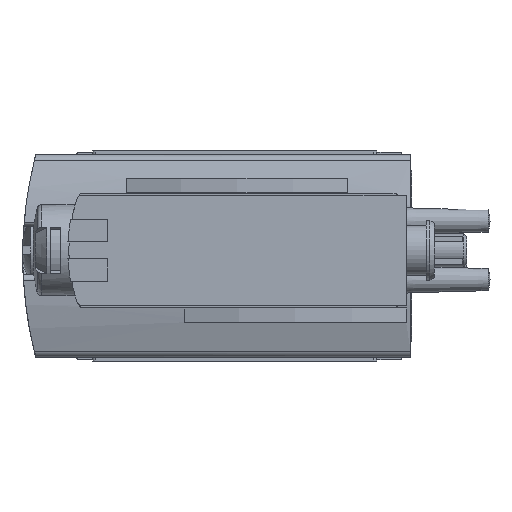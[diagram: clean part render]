
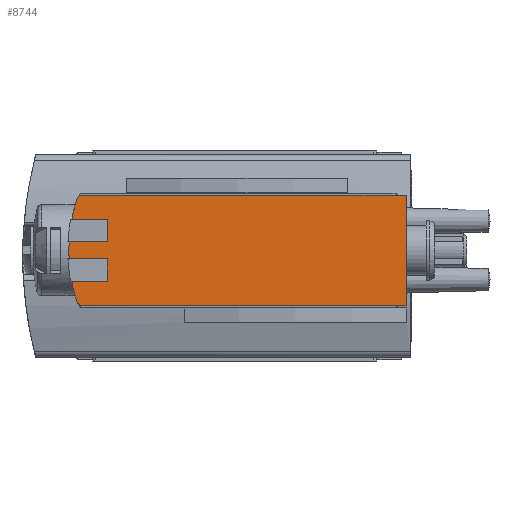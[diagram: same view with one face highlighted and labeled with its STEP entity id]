
A CAD part, left-side view. The second image highlights one B-rep face of the part: STEP entity #8744.
In plain terms, the highlighted face is planar.
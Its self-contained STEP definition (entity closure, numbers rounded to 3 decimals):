
#148=PLANE('',#9405);
#460=CIRCLE('',#9328,15.);
#462=CIRCLE('',#9330,15.);
#464=CIRCLE('',#9332,15.);
#503=CIRCLE('',#9406,0.5);
#504=CIRCLE('',#9407,0.5);
#1037=LINE('',#13648,#1746);
#1038=LINE('',#13650,#1747);
#1039=LINE('',#13652,#1748);
#1040=LINE('',#13653,#1749);
#1041=LINE('',#13655,#1750);
#1042=LINE('',#13657,#1751);
#1043=LINE('',#13660,#1752);
#1044=LINE('',#13662,#1753);
#1045=LINE('',#13664,#1754);
#1746=VECTOR('',#10658,1000.);
#1747=VECTOR('',#10659,1000.);
#1748=VECTOR('',#10660,1000.);
#1749=VECTOR('',#10661,1000.);
#1750=VECTOR('',#10662,1000.);
#1751=VECTOR('',#10663,1000.);
#1752=VECTOR('',#10666,1000.);
#1753=VECTOR('',#10667,1000.);
#1754=VECTOR('',#10668,1000.);
#2595=ORIENTED_EDGE('',*,*,#5092,.F.);
#2596=ORIENTED_EDGE('',*,*,#5093,.F.);
#2597=ORIENTED_EDGE('',*,*,#5094,.F.);
#2598=ORIENTED_EDGE('',*,*,#4937,.F.);
#2599=ORIENTED_EDGE('',*,*,#5095,.F.);
#2600=ORIENTED_EDGE('',*,*,#5096,.F.);
#2601=ORIENTED_EDGE('',*,*,#5097,.F.);
#2602=ORIENTED_EDGE('',*,*,#4933,.F.);
#2603=ORIENTED_EDGE('',*,*,#5098,.F.);
#2604=ORIENTED_EDGE('',*,*,#5099,.F.);
#2605=ORIENTED_EDGE('',*,*,#5100,.F.);
#2606=ORIENTED_EDGE('',*,*,#5101,.F.);
#2607=ORIENTED_EDGE('',*,*,#5102,.F.);
#2608=ORIENTED_EDGE('',*,*,#4929,.F.);
#4929=EDGE_CURVE('',#6197,#6199,#460,.T.);
#4933=EDGE_CURVE('',#6202,#6203,#462,.T.);
#4937=EDGE_CURVE('',#6206,#6207,#464,.T.);
#5092=EDGE_CURVE('',#6330,#6197,#1037,.T.);
#5093=EDGE_CURVE('',#6331,#6330,#1038,.T.);
#5094=EDGE_CURVE('',#6207,#6331,#1039,.T.);
#5095=EDGE_CURVE('',#6332,#6206,#1040,.T.);
#5096=EDGE_CURVE('',#6333,#6332,#1041,.T.);
#5097=EDGE_CURVE('',#6203,#6333,#1042,.T.);
#5098=EDGE_CURVE('',#6334,#6202,#503,.T.);
#5099=EDGE_CURVE('',#6335,#6334,#1043,.T.);
#5100=EDGE_CURVE('',#6336,#6335,#1044,.T.);
#5101=EDGE_CURVE('',#6337,#6336,#1045,.T.);
#5102=EDGE_CURVE('',#6199,#6337,#504,.T.);
#6197=VERTEX_POINT('',#13294);
#6199=VERTEX_POINT('',#13297);
#6202=VERTEX_POINT('',#13303);
#6203=VERTEX_POINT('',#13305);
#6206=VERTEX_POINT('',#13311);
#6207=VERTEX_POINT('',#13313);
#6330=VERTEX_POINT('',#13649);
#6331=VERTEX_POINT('',#13651);
#6332=VERTEX_POINT('',#13654);
#6333=VERTEX_POINT('',#13656);
#6334=VERTEX_POINT('',#13659);
#6335=VERTEX_POINT('',#13661);
#6336=VERTEX_POINT('',#13663);
#6337=VERTEX_POINT('',#13665);
#7144=EDGE_LOOP('',(#2595,#2596,#2597,#2598,#2599,#2600,#2601,#2602,#2603,
#2604,#2605,#2606,#2607,#2608));
#7876=FACE_BOUND('',#7144,.T.);
#8744=ADVANCED_FACE('',(#7876),#148,.F.);
#9328=AXIS2_PLACEMENT_3D('',#13296,#10397,#10398);
#9330=AXIS2_PLACEMENT_3D('',#13304,#10403,#10404);
#9332=AXIS2_PLACEMENT_3D('',#13312,#10409,#10410);
#9405=AXIS2_PLACEMENT_3D('',#13647,#10656,#10657);
#9406=AXIS2_PLACEMENT_3D('',#13658,#10664,#10665);
#9407=AXIS2_PLACEMENT_3D('',#13666,#10669,#10670);
#10397=DIRECTION('',(0.,0.,1.));
#10398=DIRECTION('',(1.,0.,0.));
#10403=DIRECTION('',(0.,0.,1.));
#10404=DIRECTION('',(1.,0.,0.));
#10409=DIRECTION('',(0.,0.,1.));
#10410=DIRECTION('',(1.,0.,0.));
#10656=DIRECTION('',(0.,0.,1.));
#10657=DIRECTION('',(1.,0.,0.));
#10658=DIRECTION('',(0.,1.,0.));
#10659=DIRECTION('',(-1.,0.,0.));
#10660=DIRECTION('',(0.,-1.,0.));
#10661=DIRECTION('',(0.,1.,0.));
#10662=DIRECTION('',(-1.,0.,0.));
#10663=DIRECTION('',(0.,-1.,0.));
#10664=DIRECTION('',(0.,0.,1.));
#10665=DIRECTION('',(1.,0.,0.));
#10666=DIRECTION('',(0.,1.,0.));
#10667=DIRECTION('',(1.,0.,0.));
#10668=DIRECTION('',(0.,-1.,0.));
#10669=DIRECTION('',(0.,0.,1.));
#10670=DIRECTION('',(1.,0.,0.));
#13294=CARTESIAN_POINT('',(-2.75,30.146,-23.15));
#13296=CARTESIAN_POINT('',(0.,15.4,-23.15));
#13297=CARTESIAN_POINT('',(-4.552,29.693,-23.15));
#13303=CARTESIAN_POINT('',(4.552,29.693,-23.15));
#13304=CARTESIAN_POINT('',(0.,15.4,-23.15));
#13305=CARTESIAN_POINT('',(2.75,30.146,-23.15));
#13311=CARTESIAN_POINT('',(0.75,30.381,-23.15));
#13312=CARTESIAN_POINT('',(0.,15.4,-23.15));
#13313=CARTESIAN_POINT('',(-0.75,30.381,-23.15));
#13647=CARTESIAN_POINT('',(-4.4,29.216,-23.15));
#13648=CARTESIAN_POINT('',(-2.75,29.216,-23.15));
#13649=CARTESIAN_POINT('',(-2.75,27.,-23.15));
#13650=CARTESIAN_POINT('',(-4.4,27.,-23.15));
#13651=CARTESIAN_POINT('',(-0.75,27.,-23.15));
#13652=CARTESIAN_POINT('',(-0.75,29.216,-23.15));
#13653=CARTESIAN_POINT('',(0.75,29.216,-23.15));
#13654=CARTESIAN_POINT('',(0.75,27.,-23.15));
#13655=CARTESIAN_POINT('',(-4.4,27.,-23.15));
#13656=CARTESIAN_POINT('',(2.75,27.,-23.15));
#13657=CARTESIAN_POINT('',(2.75,29.216,-23.15));
#13658=CARTESIAN_POINT('',(4.4,29.216,-23.15));
#13659=CARTESIAN_POINT('',(4.9,29.216,-23.15));
#13660=CARTESIAN_POINT('',(4.9,0.,-23.15));
#13661=CARTESIAN_POINT('',(4.9,0.4,-23.15));
#13662=CARTESIAN_POINT('',(-4.4,0.4,-23.15));
#13663=CARTESIAN_POINT('',(-4.9,0.4,-23.15));
#13664=CARTESIAN_POINT('',(-4.9,29.216,-23.15));
#13665=CARTESIAN_POINT('',(-4.9,29.216,-23.15));
#13666=CARTESIAN_POINT('',(-4.4,29.216,-23.15));
